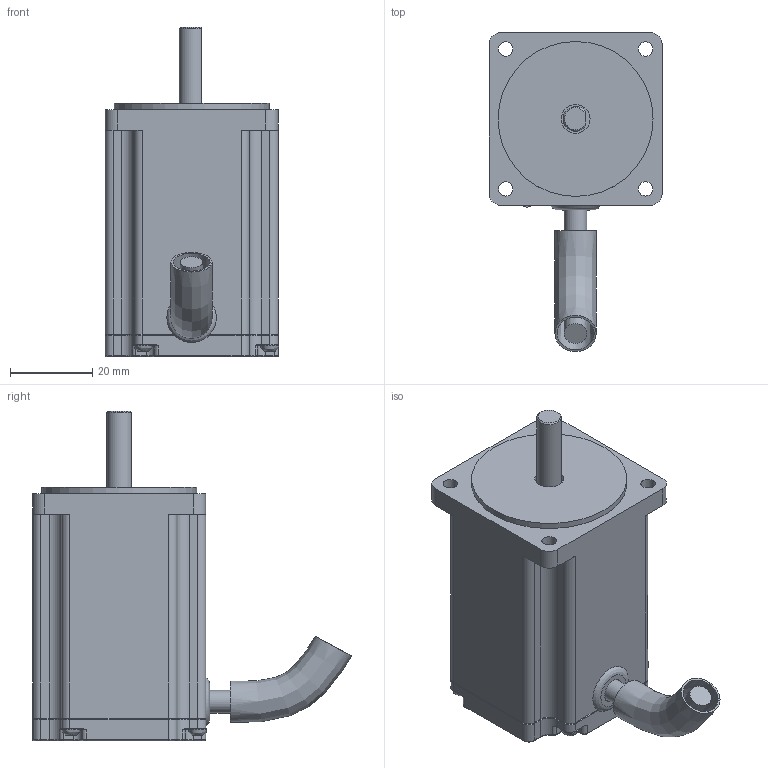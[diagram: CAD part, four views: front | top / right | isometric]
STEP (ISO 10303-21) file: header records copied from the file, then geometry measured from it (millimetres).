
FILE_DESCRIPTION( ( 'Unknown' ), '1' );
FILE_NAME( 'MP030-D.stp', 'Unknown', ( 'Dimamotor' ), ( 'Dimamotor' ), 'PSStep 16.0.42', 'Unknown', ' ' );
FILE_SCHEMA( ( 'AUTOMOTIVE_DESIGN { 1 0 10303 214 1 1 1 1 }' ) );
Length unit declared in the file: millimetre
Products named in the file (5): Assem1; 盤頭_M2.5x10-N; BL42-上蓋30W; BL42-下蓋
Assembly tree (7 placements, depth 2):
  Assem1
    盤頭_M2.5x10-N  x4
    BL42-上蓋30W
    BL42-上蓋30W
    BL42-下蓋
Bounding box: 42.2 x 77.38 x 80 mm (x, y, z)
Volume: 97913.5 mm3; surface area: 19977.6 mm2
Topology: 7 solids, 7 shells, 300 faces, 761 edges, 485 vertices
Faces by surface type: plane 144, cylinder 103, torus 33, cone 13, bspline 7
Full cylindrical faces by diameter (mm): 2.5 x4, 3.3 x4, 3.5 x4, 4.5 x4, 5.5 x1, 6 x1, 7 x1, 10 x2, 37.6 x1
Entity records: 8836 total; most frequent: CARTESIAN_POINT 1701, DIRECTION 1174, ORIENTED_EDGE 1034, EDGE_CURVE 517, AXIS2_PLACEMENT_3D 462, VERTEX_POINT 331, EDGE_LOOP 268, LINE 250
